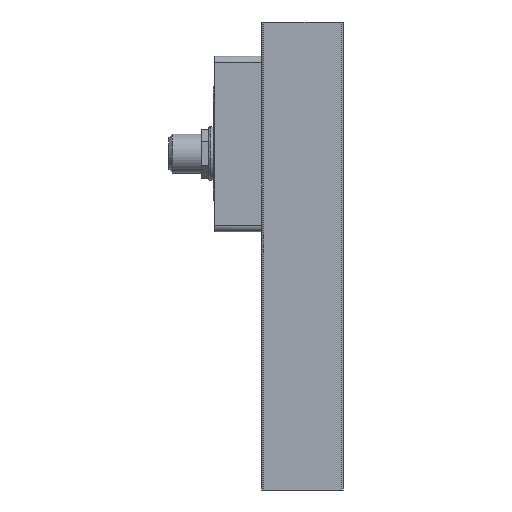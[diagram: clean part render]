
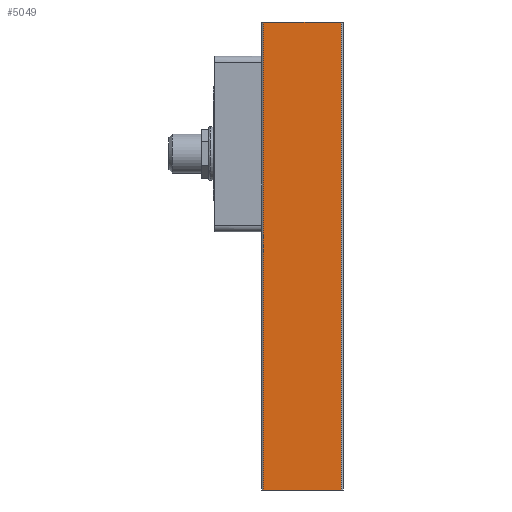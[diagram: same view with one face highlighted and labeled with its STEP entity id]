
A CAD part, left-side view. The second image highlights one B-rep face of the part: STEP entity #5049.
In plain terms, the highlighted planar face has unit normal (-1, 0, 0).
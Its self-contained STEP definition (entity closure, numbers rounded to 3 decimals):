
#23 = EDGE_CURVE ( 'NONE', #1495, #4201, #2509, .T. ) ;
#185 = AXIS2_PLACEMENT_3D ( 'NONE', #4748, #4304, #5330 ) ;
#240 = EDGE_CURVE ( 'NONE', #4201, #6197, #3330, .T. ) ;
#488 = CARTESIAN_POINT ( 'NONE',  ( 0., 0.5, 31. ) ) ;
#491 = DIRECTION ( 'NONE',  ( 0., -1., 0. ) ) ;
#749 = VECTOR ( 'NONE', #1185, 1000. ) ;
#1059 = ORIENTED_EDGE ( 'NONE', *, *, #3161, .T. ) ;
#1065 = LINE ( 'NONE', #5727, #6523 ) ;
#1185 = DIRECTION ( 'NONE',  ( 0., -1., 0. ) ) ;
#1363 = ORIENTED_EDGE ( 'NONE', *, *, #240, .F. ) ;
#1404 = VECTOR ( 'NONE', #4554, 1000. ) ;
#1495 = VERTEX_POINT ( 'NONE', #5597 ) ;
#2117 = ORIENTED_EDGE ( 'NONE', *, *, #6125, .F. ) ;
#2509 = LINE ( 'NONE', #3410, #3942 ) ;
#2679 = FACE_OUTER_BOUND ( 'NONE', #3499, .T. ) ;
#3161 = EDGE_CURVE ( 'NONE', #1495, #3428, #1065, .T. ) ;
#3330 = LINE ( 'NONE', #6458, #749 ) ;
#3336 = PLANE ( 'NONE',  #185 ) ;
#3410 = CARTESIAN_POINT ( 'NONE',  ( 0., 24.5, 29.5 ) ) ;
#3428 = VERTEX_POINT ( 'NONE', #5617 ) ;
#3474 = DIRECTION ( 'NONE',  ( 0., 0., 1. ) ) ;
#3490 = CARTESIAN_POINT ( 'NONE',  ( 0., 24.5, 31. ) ) ;
#3499 = EDGE_LOOP ( 'NONE', ( #1059, #2117, #1363, #6083 ) ) ;
#3931 = CARTESIAN_POINT ( 'NONE',  ( 0., 0.5, 29.5 ) ) ;
#3942 = VECTOR ( 'NONE', #3474, 1000. ) ;
#4201 = VERTEX_POINT ( 'NONE', #3490 ) ;
#4304 = DIRECTION ( 'NONE',  ( 1., 0., 0. ) ) ;
#4554 = DIRECTION ( 'NONE',  ( 0., 0., -1. ) ) ;
#4748 = CARTESIAN_POINT ( 'NONE',  ( 0., 24.5, 29.5 ) ) ;
#4969 = LINE ( 'NONE', #3931, #1404 ) ;
#5049 = ADVANCED_FACE ( 'NONE', ( #2679 ), #3336, .F. ) ;
#5330 = DIRECTION ( 'NONE',  ( 0., 0., -1. ) ) ;
#5597 = CARTESIAN_POINT ( 'NONE',  ( 0., 24.5, -113. ) ) ;
#5617 = CARTESIAN_POINT ( 'NONE',  ( 0., 0.5, -113. ) ) ;
#5727 = CARTESIAN_POINT ( 'NONE',  ( 0., 24.5, -113. ) ) ;
#6083 = ORIENTED_EDGE ( 'NONE', *, *, #23, .F. ) ;
#6125 = EDGE_CURVE ( 'NONE', #6197, #3428, #4969, .T. ) ;
#6197 = VERTEX_POINT ( 'NONE', #488 ) ;
#6458 = CARTESIAN_POINT ( 'NONE',  ( 0., 24.5, 31. ) ) ;
#6523 = VECTOR ( 'NONE', #491, 1000. ) ;
